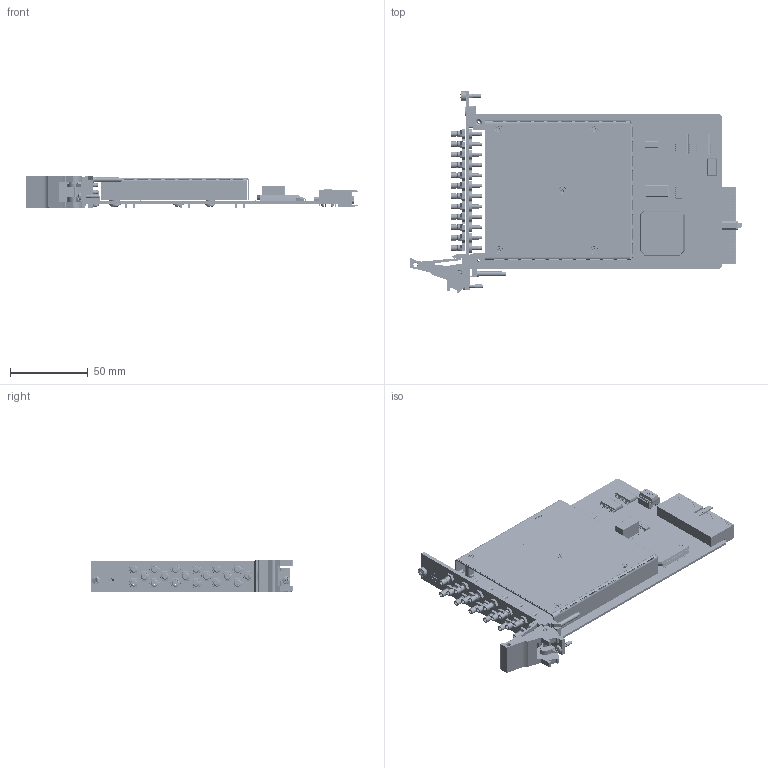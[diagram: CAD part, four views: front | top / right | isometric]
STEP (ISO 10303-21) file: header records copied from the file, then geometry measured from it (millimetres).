
FILE_DESCRIPTION (( 'STEP AP214' ), '1' );
FILE_NAME ('40-778-511 Dual 8Ch RF MUX 50 Ohm SMB.STEP', '2013-09-09T09:10:13', ( 'admin' ), ( '' ), 'SwSTEP 2.0', 'SolidWorks 2012', '' );
FILE_SCHEMA (( 'AUTOMOTIVE_DESIGN' ));
Length unit declared in the file: millimetre
Products named in the file (1): 40-778-511 Dual 8Ch RF MUX 50 Ohm SMB
Bounding box: 214.01 x 129.77 x 20.15 mm (x, y, z)
Surface area: 100398.6 mm2 (no closed solid volume)
Topology: 0 solids, 565 shells, 3713 faces, 14225 edges, 10719 vertices
Faces by surface type: plane 2503, cylinder 907, cone 151, bspline 90, torus 38, sphere 24
Full cylindrical faces by diameter (mm): 0.5 x1, 0.6 x110, 0.747 x19, 0.899 x14, 1.496 x4, 1.6 x55, 2 x38, 2.05 x2, 2.2 x18, 2.497 x1, 2.5 x5, 2.6 x19, 2.8 x2, 3 x6, 3.05 x1, 3.291 x18, 3.7 x36, 4.7 x4, 4.85 x5, 5 x5, 5.3 x2, 5.5 x1, 5.6 x3, 6 x6, 6.1 x1, 6.5 x18, 6.8 x5
Entity records: 197744 total; most frequent: CARTESIAN_POINT 43274, DIRECTION 22715, ORIENTED_EDGE 18929, EDGE_CURVE 13448, VERTEX_POINT 10526, LINE 9399, VECTOR 9399, AXIS2_PLACEMENT_3D 6658
